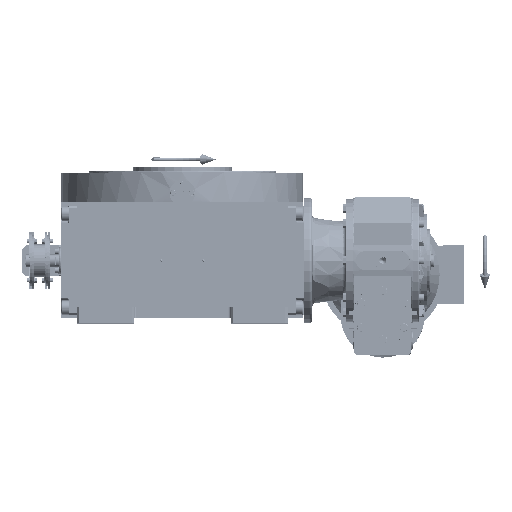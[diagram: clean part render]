
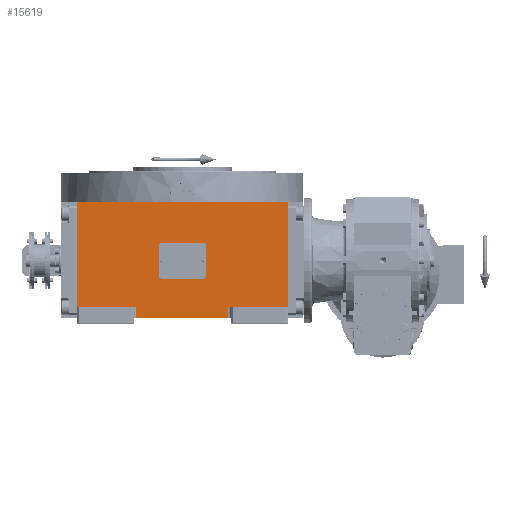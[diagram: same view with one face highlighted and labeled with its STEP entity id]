
A CAD part, top view. The second image highlights one B-rep face of the part: STEP entity #15619.
In plain terms, the highlighted planar face has unit normal (0, 0, 1).
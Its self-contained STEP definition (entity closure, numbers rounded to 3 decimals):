
#311 = DIRECTION ( 'NONE',  ( 0., -1., 0. ) ) ;
#3101 = CARTESIAN_POINT ( 'NONE',  ( -135., 75., 226. ) ) ;
#7789 = EDGE_CURVE ( 'NONE', #154196, #166526, #108271, .T. ) ;
#8476 = ORIENTED_EDGE ( 'NONE', *, *, #161424, .F. ) ;
#8877 = CARTESIAN_POINT ( 'NONE',  ( 59., -59., 226. ) ) ;
#14981 = DIRECTION ( 'NONE',  ( 1., 0., 0. ) ) ;
#15493 = ORIENTED_EDGE ( 'NONE', *, *, #106890, .T. ) ;
#15619 = ADVANCED_FACE ( 'NONE', ( #155201 ), #103756, .T. ) ;
#20251 = CARTESIAN_POINT ( 'NONE',  ( 135., -59., 226. ) ) ;
#27299 = CARTESIAN_POINT ( 'NONE',  ( 59., -59., 226. ) ) ;
#30658 = VECTOR ( 'NONE', #14981, 1000. ) ;
#31352 = VECTOR ( 'NONE', #142147, 1000. ) ;
#32097 = ORIENTED_EDGE ( 'NONE', *, *, #105521, .T. ) ;
#32307 = CARTESIAN_POINT ( 'NONE',  ( 135., 75., 226. ) ) ;
#35779 = CARTESIAN_POINT ( 'NONE',  ( -135., -73., 226. ) ) ;
#42851 = CARTESIAN_POINT ( 'NONE',  ( -135., 75., 226. ) ) ;
#47284 = CARTESIAN_POINT ( 'NONE',  ( 59., -59., 226. ) ) ;
#48145 = EDGE_CURVE ( 'NONE', #55896, #96040, #156155, .T. ) ;
#51064 = LINE ( 'NONE', #140066, #143433 ) ;
#53093 = VECTOR ( 'NONE', #61145, 1000. ) ;
#54227 = EDGE_CURVE ( 'NONE', #110893, #130727, #51064, .T. ) ;
#55896 = VERTEX_POINT ( 'NONE', #47284 ) ;
#61049 = LINE ( 'NONE', #116811, #31352 ) ;
#61145 = DIRECTION ( 'NONE',  ( 1., 0., 0. ) ) ;
#67180 = LINE ( 'NONE', #120414, #112241 ) ;
#70211 = VERTEX_POINT ( 'NONE', #94928 ) ;
#73744 = DIRECTION ( 'NONE',  ( 0., 1., 0. ) ) ;
#85836 = ORIENTED_EDGE ( 'NONE', *, *, #115916, .F. ) ;
#88938 = DIRECTION ( 'NONE',  ( 0., 0., 1. ) ) ;
#91494 = ORIENTED_EDGE ( 'NONE', *, *, #7789, .F. ) ;
#92210 = CARTESIAN_POINT ( 'NONE',  ( -135., -59., 226. ) ) ;
#94928 = CARTESIAN_POINT ( 'NONE',  ( -135., -59., 226. ) ) ;
#96040 = VERTEX_POINT ( 'NONE', #20251 ) ;
#99724 = CARTESIAN_POINT ( 'NONE',  ( -135., -59., 226. ) ) ;
#103756 = PLANE ( 'NONE',  #146395 ) ;
#105521 = EDGE_CURVE ( 'NONE', #110893, #156034, #67180, .T. ) ;
#106890 = EDGE_CURVE ( 'NONE', #96040, #166526, #61049, .T. ) ;
#107003 = DIRECTION ( 'NONE',  ( 0., 1., 0. ) ) ;
#107336 = DIRECTION ( 'NONE',  ( 1., 0., 0. ) ) ;
#108271 = LINE ( 'NONE', #42851, #30658 ) ;
#110893 = VERTEX_POINT ( 'NONE', #152602 ) ;
#112241 = VECTOR ( 'NONE', #107336, 1000. ) ;
#115916 = EDGE_CURVE ( 'NONE', #55896, #156034, #146715, .T. ) ;
#116811 = CARTESIAN_POINT ( 'NONE',  ( 135., -59., 226. ) ) ;
#116823 = DIRECTION ( 'NONE',  ( 1., 0., 0. ) ) ;
#120414 = CARTESIAN_POINT ( 'NONE',  ( -59., -73., 226. ) ) ;
#125324 = ORIENTED_EDGE ( 'NONE', *, *, #54227, .F. ) ;
#125984 = EDGE_LOOP ( 'NONE', ( #32097, #85836, #144899, #15493, #91494, #8476, #169278, #125324 ) ) ;
#130727 = VERTEX_POINT ( 'NONE', #133604 ) ;
#132692 = VECTOR ( 'NONE', #107003, 1000. ) ;
#133604 = CARTESIAN_POINT ( 'NONE',  ( -59., -59., 226. ) ) ;
#134840 = EDGE_CURVE ( 'NONE', #70211, #130727, #152030, .T. ) ;
#140066 = CARTESIAN_POINT ( 'NONE',  ( -59., -73., 226. ) ) ;
#142147 = DIRECTION ( 'NONE',  ( 0., 1., 0. ) ) ;
#143433 = VECTOR ( 'NONE', #73744, 1000. ) ;
#144899 = ORIENTED_EDGE ( 'NONE', *, *, #48145, .T. ) ;
#146395 = AXIS2_PLACEMENT_3D ( 'NONE', #35779, #88938, #116823 ) ;
#146715 = LINE ( 'NONE', #27299, #166829 ) ;
#152030 = LINE ( 'NONE', #99724, #161010 ) ;
#152602 = CARTESIAN_POINT ( 'NONE',  ( -59., -73., 226. ) ) ;
#154196 = VERTEX_POINT ( 'NONE', #3101 ) ;
#155201 = FACE_OUTER_BOUND ( 'NONE', #125984, .T. ) ;
#156034 = VERTEX_POINT ( 'NONE', #157075 ) ;
#156155 = LINE ( 'NONE', #8877, #53093 ) ;
#157075 = CARTESIAN_POINT ( 'NONE',  ( 59., -73., 226. ) ) ;
#160162 = LINE ( 'NONE', #92210, #132692 ) ;
#161010 = VECTOR ( 'NONE', #165981, 1000. ) ;
#161424 = EDGE_CURVE ( 'NONE', #70211, #154196, #160162, .T. ) ;
#165981 = DIRECTION ( 'NONE',  ( 1., 0., 0. ) ) ;
#166526 = VERTEX_POINT ( 'NONE', #32307 ) ;
#166829 = VECTOR ( 'NONE', #311, 1000. ) ;
#169278 = ORIENTED_EDGE ( 'NONE', *, *, #134840, .T. ) ;
